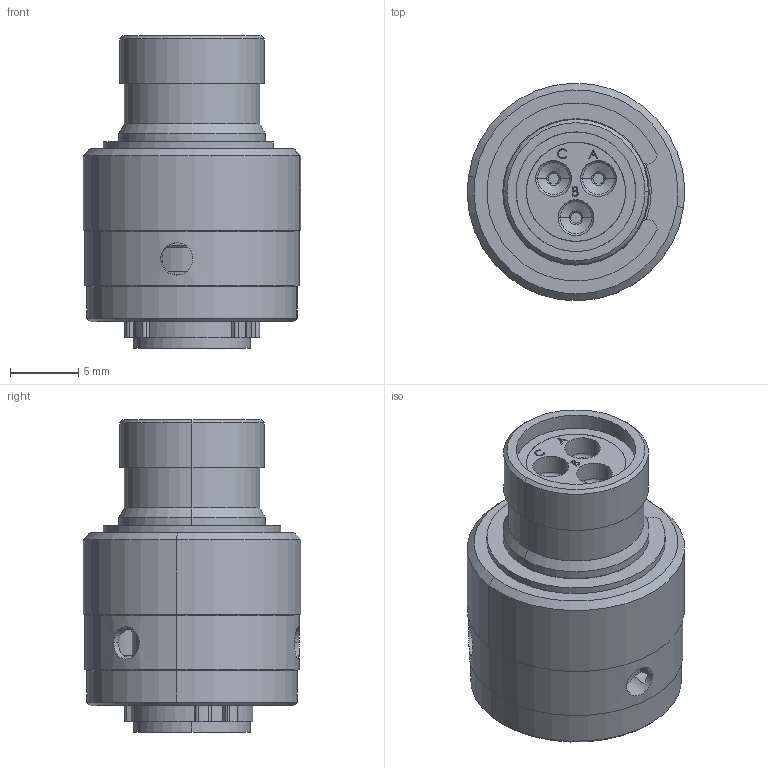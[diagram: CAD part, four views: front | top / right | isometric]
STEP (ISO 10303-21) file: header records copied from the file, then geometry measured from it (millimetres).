
FILE_DESCRIPTION (( 'STEP AP214' ), '1' );
FILE_NAME ('AS607-98SB.STEP', '2020-05-14T13:14:59', ( 'TE Connectivity' ), ( 'TE Connectivity' ), 'SwSTEP 2.0', 'SolidWorks 2016', '' );
FILE_SCHEMA (( 'AUTOMOTIVE_DESIGN' ));
Length unit declared in the file: millimetre
Products named in the file (1): AS607-98SB
Bounding box: 15.99 x 15.99 x 23 mm (x, y, z)
Volume: 2462.1 mm3; surface area: 4424.1 mm2
Topology: 7 solids, 7 shells, 294 faces, 701 edges, 440 vertices
Faces by surface type: cylinder 111, plane 71, torus 46, cone 36, bspline 30
Entity records: 17004 total; most frequent: CARTESIAN_POINT 6883, DIRECTION 1423, ORIENTED_EDGE 1402, EDGE_CURVE 701, AXIS2_PLACEMENT_3D 581, VERTEX_POINT 440, EDGE_LOOP 337, CIRCLE 316
